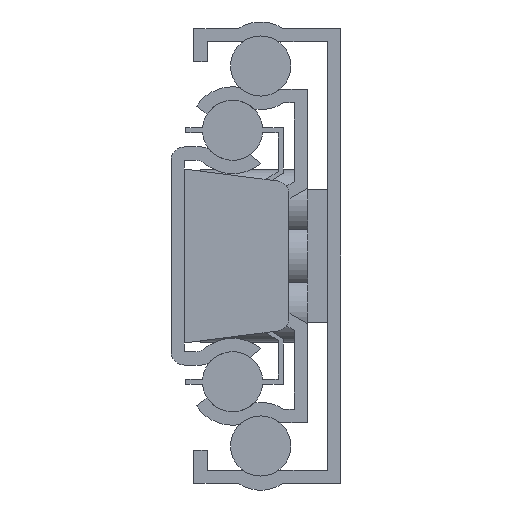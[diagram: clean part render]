
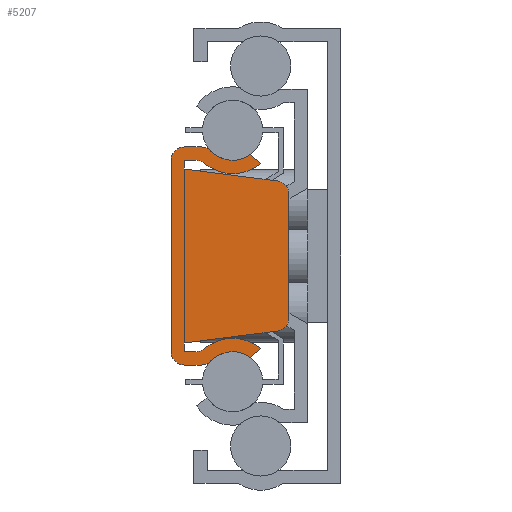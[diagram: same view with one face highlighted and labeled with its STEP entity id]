
A CAD part, left-side view. The second image highlights one B-rep face of the part: STEP entity #5207.
In plain terms, the highlighted planar face has unit normal (-1, 0, 0).
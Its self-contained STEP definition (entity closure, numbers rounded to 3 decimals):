
#415=FACE_OUTER_BOUND('',#734,.T.);
#734=EDGE_LOOP('',(#4399,#4400,#4401,#4402,#4403,#4404,#4405,#4406,#4407,
#4408,#4409,#4410,#4411,#4412,#4413,#4414,#4415,#4416,#4417,#4418,#4419,
#4420,#4421,#4422));
#1205=LINE('',#8340,#1743);
#1206=LINE('',#8344,#1744);
#1207=LINE('',#8350,#1745);
#1208=LINE('',#8356,#1746);
#1209=LINE('',#8358,#1747);
#1210=LINE('',#8360,#1748);
#1211=LINE('',#8364,#1749);
#1212=LINE('',#8368,#1750);
#1213=LINE('',#8370,#1751);
#1214=LINE('',#8372,#1752);
#1215=LINE('',#8378,#1753);
#1216=LINE('',#8383,#1754);
#1743=VECTOR('',#6819,14.3);
#1744=VECTOR('',#6822,1.255);
#1745=VECTOR('',#6827,1.027);
#1746=VECTOR('',#6832,0.861);
#1747=VECTOR('',#6833,0.65);
#1748=VECTOR('',#6834,6.984);
#1749=VECTOR('',#6837,9.24);
#1750=VECTOR('',#6840,6.984);
#1751=VECTOR('',#6841,0.65);
#1752=VECTOR('',#6842,0.861);
#1753=VECTOR('',#6847,1.027);
#1754=VECTOR('',#6852,1.255);
#2060=CIRCLE('',#5629,1.);
#2061=CIRCLE('',#5631,1.);
#2062=CIRCLE('',#5632,1.);
#2063=CIRCLE('',#5633,2.25);
#2064=CIRCLE('',#5634,3.25);
#2065=CIRCLE('',#5635,1.);
#2066=CIRCLE('',#5636,1.);
#2067=CIRCLE('',#5637,1.);
#2068=CIRCLE('',#5638,1.);
#2069=CIRCLE('',#5639,3.25);
#2070=CIRCLE('',#5640,2.25);
#2071=CIRCLE('',#5641,1.);
#2469=VERTEX_POINT('',#8333);
#2470=VERTEX_POINT('',#8335);
#2471=VERTEX_POINT('',#8339);
#2472=VERTEX_POINT('',#8341);
#2473=VERTEX_POINT('',#8343);
#2474=VERTEX_POINT('',#8345);
#2475=VERTEX_POINT('',#8347);
#2476=VERTEX_POINT('',#8349);
#2477=VERTEX_POINT('',#8351);
#2478=VERTEX_POINT('',#8353);
#2479=VERTEX_POINT('',#8355);
#2480=VERTEX_POINT('',#8357);
#2481=VERTEX_POINT('',#8359);
#2482=VERTEX_POINT('',#8361);
#2483=VERTEX_POINT('',#8363);
#2484=VERTEX_POINT('',#8365);
#2485=VERTEX_POINT('',#8367);
#2486=VERTEX_POINT('',#8369);
#2487=VERTEX_POINT('',#8371);
#2488=VERTEX_POINT('',#8373);
#2489=VERTEX_POINT('',#8375);
#2490=VERTEX_POINT('',#8377);
#2491=VERTEX_POINT('',#8379);
#2492=VERTEX_POINT('',#8381);
#3139=EDGE_CURVE('',#2469,#2470,#2060,.T.);
#3141=EDGE_CURVE('',#2469,#2471,#1205,.T.);
#3142=EDGE_CURVE('',#2472,#2471,#2061,.T.);
#3143=EDGE_CURVE('',#2472,#2473,#1206,.T.);
#3144=EDGE_CURVE('',#2474,#2473,#2062,.T.);
#3145=EDGE_CURVE('',#2474,#2475,#2063,.T.);
#3146=EDGE_CURVE('',#2475,#2476,#1207,.T.);
#3147=EDGE_CURVE('',#2476,#2477,#2064,.T.);
#3148=EDGE_CURVE('',#2478,#2477,#2065,.T.);
#3149=EDGE_CURVE('',#2478,#2479,#1208,.T.);
#3150=EDGE_CURVE('',#2479,#2480,#1209,.T.);
#3151=EDGE_CURVE('',#2480,#2481,#1210,.T.);
#3152=EDGE_CURVE('',#2482,#2481,#2066,.T.);
#3153=EDGE_CURVE('',#2483,#2482,#1211,.T.);
#3154=EDGE_CURVE('',#2484,#2483,#2067,.T.);
#3155=EDGE_CURVE('',#2485,#2484,#1212,.T.);
#3156=EDGE_CURVE('',#2485,#2486,#1213,.T.);
#3157=EDGE_CURVE('',#2486,#2487,#1214,.T.);
#3158=EDGE_CURVE('',#2488,#2487,#2068,.T.);
#3159=EDGE_CURVE('',#2488,#2489,#2069,.T.);
#3160=EDGE_CURVE('',#2489,#2490,#1215,.T.);
#3161=EDGE_CURVE('',#2490,#2491,#2070,.T.);
#3162=EDGE_CURVE('',#2492,#2491,#2071,.T.);
#3163=EDGE_CURVE('',#2492,#2470,#1216,.T.);
#4399=ORIENTED_EDGE('',*,*,#3139,.F.);
#4400=ORIENTED_EDGE('',*,*,#3141,.T.);
#4401=ORIENTED_EDGE('',*,*,#3142,.F.);
#4402=ORIENTED_EDGE('',*,*,#3143,.T.);
#4403=ORIENTED_EDGE('',*,*,#3144,.F.);
#4404=ORIENTED_EDGE('',*,*,#3145,.T.);
#4405=ORIENTED_EDGE('',*,*,#3146,.T.);
#4406=ORIENTED_EDGE('',*,*,#3147,.T.);
#4407=ORIENTED_EDGE('',*,*,#3148,.F.);
#4408=ORIENTED_EDGE('',*,*,#3149,.T.);
#4409=ORIENTED_EDGE('',*,*,#3150,.T.);
#4410=ORIENTED_EDGE('',*,*,#3151,.T.);
#4411=ORIENTED_EDGE('',*,*,#3152,.F.);
#4412=ORIENTED_EDGE('',*,*,#3153,.F.);
#4413=ORIENTED_EDGE('',*,*,#3154,.F.);
#4414=ORIENTED_EDGE('',*,*,#3155,.F.);
#4415=ORIENTED_EDGE('',*,*,#3156,.T.);
#4416=ORIENTED_EDGE('',*,*,#3157,.T.);
#4417=ORIENTED_EDGE('',*,*,#3158,.F.);
#4418=ORIENTED_EDGE('',*,*,#3159,.T.);
#4419=ORIENTED_EDGE('',*,*,#3160,.T.);
#4420=ORIENTED_EDGE('',*,*,#3161,.T.);
#4421=ORIENTED_EDGE('',*,*,#3162,.F.);
#4422=ORIENTED_EDGE('',*,*,#3163,.T.);
#4972=PLANE('',#5630);
#5207=ADVANCED_FACE('',(#415),#4972,.F.);
#5629=AXIS2_PLACEMENT_3D('',#8336,#6814,#6815);
#5630=AXIS2_PLACEMENT_3D('',#8338,#6817,#6818);
#5631=AXIS2_PLACEMENT_3D('',#8342,#6820,#6821);
#5632=AXIS2_PLACEMENT_3D('',#8346,#6823,#6824);
#5633=AXIS2_PLACEMENT_3D('',#8348,#6825,#6826);
#5634=AXIS2_PLACEMENT_3D('',#8352,#6828,#6829);
#5635=AXIS2_PLACEMENT_3D('',#8354,#6830,#6831);
#5636=AXIS2_PLACEMENT_3D('',#8362,#6835,#6836);
#5637=AXIS2_PLACEMENT_3D('',#8366,#6838,#6839);
#5638=AXIS2_PLACEMENT_3D('',#8374,#6843,#6844);
#5639=AXIS2_PLACEMENT_3D('',#8376,#6845,#6846);
#5640=AXIS2_PLACEMENT_3D('',#8380,#6848,#6849);
#5641=AXIS2_PLACEMENT_3D('',#8382,#6850,#6851);
#6814=DIRECTION('center_axis',(1.,0.,0.));
#6815=DIRECTION('ref_axis',(0.,0.707,0.707));
#6817=DIRECTION('center_axis',(1.,0.,0.));
#6818=DIRECTION('ref_axis',(0.,0.,-1.));
#6819=DIRECTION('',(0.,0.,-1.));
#6820=DIRECTION('center_axis',(1.,0.,0.));
#6821=DIRECTION('ref_axis',(0.,0.707,-0.707));
#6822=DIRECTION('',(0.,-1.,0.));
#6823=DIRECTION('center_axis',(1.,0.,0.));
#6824=DIRECTION('ref_axis',(0.,-0.392,-0.92));
#6825=DIRECTION('center_axis',(1.,0.,0.));
#6826=DIRECTION('ref_axis',(0.,-0.831,-0.556));
#6827=DIRECTION('',(0.,-0.779,0.627));
#6828=DIRECTION('center_axis',(-1.,0.,0.));
#6829=DIRECTION('ref_axis',(0.,0.722,0.692));
#6830=DIRECTION('center_axis',(-1.,0.,0.));
#6831=DIRECTION('ref_axis',(0.,-0.343,-0.939));
#6832=DIRECTION('',(0.,1.,0.));
#6833=DIRECTION('',(0.,0.,1.));
#6834=DIRECTION('',(0.,-0.992,0.127));
#6835=DIRECTION('center_axis',(1.,0.,0.));
#6836=DIRECTION('ref_axis',(0.,-0.751,-0.661));
#6837=DIRECTION('',(0.,0.,-1.));
#6838=DIRECTION('center_axis',(1.,0.,0.));
#6839=DIRECTION('ref_axis',(0.,-0.751,0.661));
#6840=DIRECTION('',(0.,-0.992,-0.127));
#6841=DIRECTION('',(0.,0.,1.));
#6842=DIRECTION('',(0.,-1.,0.));
#6843=DIRECTION('center_axis',(-1.,0.,0.));
#6844=DIRECTION('ref_axis',(0.,-0.343,0.939));
#6845=DIRECTION('center_axis',(-1.,0.,0.));
#6846=DIRECTION('ref_axis',(0.,-0.646,-0.763));
#6847=DIRECTION('',(0.,0.779,0.627));
#6848=DIRECTION('center_axis',(1.,0.,0.));
#6849=DIRECTION('ref_axis',(0.,-1.,0.));
#6850=DIRECTION('center_axis',(1.,0.,0.));
#6851=DIRECTION('ref_axis',(0.,-0.392,0.92));
#6852=DIRECTION('',(0.,1.,0.));
#8333=CARTESIAN_POINT('',(-198.75,12.7,7.15));
#8335=CARTESIAN_POINT('',(-198.75,11.7,8.15));
#8336=CARTESIAN_POINT('Origin',(-198.75,11.7,7.15));
#8338=CARTESIAN_POINT('Origin',(-198.75,10.979,5.099));
#8339=CARTESIAN_POINT('',(-198.75,12.7,-7.15));
#8340=CARTESIAN_POINT('',(-198.75,12.7,0.));
#8341=CARTESIAN_POINT('',(-198.75,11.7,-8.15));
#8342=CARTESIAN_POINT('Origin',(-198.75,11.7,-7.15));
#8343=CARTESIAN_POINT('',(-198.75,10.445,-8.15));
#8344=CARTESIAN_POINT('',(-198.75,9.971,-8.15));
#8345=CARTESIAN_POINT('',(-198.75,9.724,-7.842));
#8346=CARTESIAN_POINT('Origin',(-198.75,10.445,-7.15));
#8347=CARTESIAN_POINT('',(-198.75,6.8,-7.564));
#8348=CARTESIAN_POINT('Origin',(-198.75,8.1,-9.4));
#8349=CARTESIAN_POINT('',(-198.75,6.,-6.92));
#8350=CARTESIAN_POINT('',(-198.75,6.,-6.92));
#8351=CARTESIAN_POINT('',(-198.75,10.194,-6.915));
#8352=CARTESIAN_POINT('Origin',(-198.75,8.1,-9.4));
#8353=CARTESIAN_POINT('',(-198.75,10.839,-7.15));
#8354=CARTESIAN_POINT('Origin',(-198.75,10.839,-6.15));
#8355=CARTESIAN_POINT('',(-198.75,11.7,-7.15));
#8356=CARTESIAN_POINT('',(-198.75,11.7,-7.15));
#8357=CARTESIAN_POINT('',(-198.75,11.7,-6.5));
#8358=CARTESIAN_POINT('',(-198.75,11.7,0.));
#8359=CARTESIAN_POINT('',(-198.75,4.773,-5.612));
#8360=CARTESIAN_POINT('',(-198.75,11.7,-6.5));
#8361=CARTESIAN_POINT('',(-198.75,3.9,-4.62));
#8362=CARTESIAN_POINT('Origin',(-198.75,4.9,-4.62));
#8363=CARTESIAN_POINT('',(-198.75,3.9,4.62));
#8364=CARTESIAN_POINT('',(-198.75,3.9,-5.5));
#8365=CARTESIAN_POINT('',(-198.75,4.773,5.612));
#8366=CARTESIAN_POINT('Origin',(-198.75,4.9,4.62));
#8367=CARTESIAN_POINT('',(-198.75,11.7,6.5));
#8368=CARTESIAN_POINT('',(-198.75,11.7,6.5));
#8369=CARTESIAN_POINT('',(-198.75,11.7,7.15));
#8370=CARTESIAN_POINT('',(-198.75,11.7,0.));
#8371=CARTESIAN_POINT('',(-198.75,10.839,7.15));
#8372=CARTESIAN_POINT('',(-198.75,10.445,7.15));
#8373=CARTESIAN_POINT('',(-198.75,10.194,6.915));
#8374=CARTESIAN_POINT('Origin',(-198.75,10.839,6.15));
#8375=CARTESIAN_POINT('',(-198.75,6.,6.92));
#8376=CARTESIAN_POINT('Origin',(-198.75,8.1,9.4));
#8377=CARTESIAN_POINT('',(-198.75,6.8,7.564));
#8378=CARTESIAN_POINT('',(-198.75,6.8,7.564));
#8379=CARTESIAN_POINT('',(-198.75,9.724,7.842));
#8380=CARTESIAN_POINT('Origin',(-198.75,8.1,9.4));
#8381=CARTESIAN_POINT('',(-198.75,10.445,8.15));
#8382=CARTESIAN_POINT('Origin',(-198.75,10.445,7.15));
#8383=CARTESIAN_POINT('',(-198.75,12.7,8.15));
